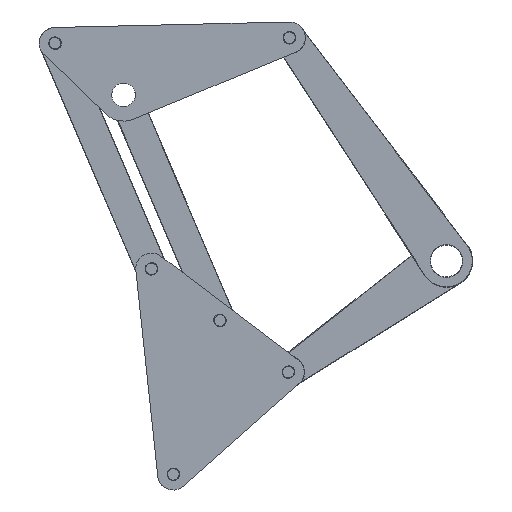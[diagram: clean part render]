
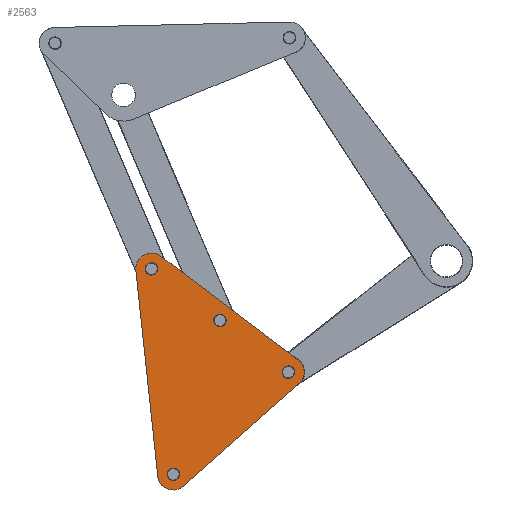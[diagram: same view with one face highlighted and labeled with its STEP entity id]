
A CAD part, front view. The second image highlights one B-rep face of the part: STEP entity #2563.
In plain terms, the highlighted planar face has unit normal (0, -1, 0).
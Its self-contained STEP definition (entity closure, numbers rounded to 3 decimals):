
#160=FACE_BOUND('',#494,.T.);
#161=FACE_BOUND('',#495,.T.);
#162=FACE_BOUND('',#496,.T.);
#163=FACE_BOUND('',#497,.T.);
#210=PLANE('',#2863);
#308=FACE_OUTER_BOUND('',#493,.T.);
#493=EDGE_LOOP('',(#1968,#1969,#1970,#1971,#1972,#1973));
#494=EDGE_LOOP('',(#1974));
#495=EDGE_LOOP('',(#1975));
#496=EDGE_LOOP('',(#1976));
#497=EDGE_LOOP('',(#1977));
#692=LINE('',#4198,#886);
#696=LINE('',#4210,#890);
#700=LINE('',#4221,#894);
#886=VECTOR('',#3344,10.);
#890=VECTOR('',#3356,10.);
#894=VECTOR('',#3368,10.);
#1067=CIRCLE('',#2840,3.);
#1069=CIRCLE('',#2843,3.);
#1071=CIRCLE('',#2846,3.);
#1073=CIRCLE('',#2849,3.);
#1074=CIRCLE('',#2851,7.5);
#1076=CIRCLE('',#2855,7.5);
#1078=CIRCLE('',#2859,7.5);
#1237=VERTEX_POINT('',#4166);
#1239=VERTEX_POINT('',#4172);
#1241=VERTEX_POINT('',#4178);
#1243=VERTEX_POINT('',#4184);
#1244=VERTEX_POINT('',#4188);
#1245=VERTEX_POINT('',#4189);
#1248=VERTEX_POINT('',#4197);
#1250=VERTEX_POINT('',#4203);
#1252=VERTEX_POINT('',#4209);
#1254=VERTEX_POINT('',#4215);
#1484=EDGE_CURVE('',#1237,#1237,#1067,.T.);
#1487=EDGE_CURVE('',#1239,#1239,#1069,.T.);
#1490=EDGE_CURVE('',#1241,#1241,#1071,.T.);
#1493=EDGE_CURVE('',#1243,#1243,#1073,.T.);
#1494=EDGE_CURVE('',#1244,#1245,#1074,.T.);
#1498=EDGE_CURVE('',#1248,#1244,#692,.T.);
#1501=EDGE_CURVE('',#1250,#1248,#1076,.T.);
#1504=EDGE_CURVE('',#1252,#1250,#696,.T.);
#1507=EDGE_CURVE('',#1254,#1252,#1078,.T.);
#1510=EDGE_CURVE('',#1245,#1254,#700,.T.);
#1968=ORIENTED_EDGE('',*,*,#1510,.F.);
#1969=ORIENTED_EDGE('',*,*,#1494,.F.);
#1970=ORIENTED_EDGE('',*,*,#1498,.F.);
#1971=ORIENTED_EDGE('',*,*,#1501,.F.);
#1972=ORIENTED_EDGE('',*,*,#1504,.F.);
#1973=ORIENTED_EDGE('',*,*,#1507,.F.);
#1974=ORIENTED_EDGE('',*,*,#1493,.F.);
#1975=ORIENTED_EDGE('',*,*,#1490,.F.);
#1976=ORIENTED_EDGE('',*,*,#1487,.F.);
#1977=ORIENTED_EDGE('',*,*,#1484,.F.);
#2563=ADVANCED_FACE('',(#308,#160,#161,#162,#163),#210,.T.);
#2840=AXIS2_PLACEMENT_3D('',#4168,#3311,#3312);
#2843=AXIS2_PLACEMENT_3D('',#4174,#3318,#3319);
#2846=AXIS2_PLACEMENT_3D('',#4180,#3325,#3326);
#2849=AXIS2_PLACEMENT_3D('',#4186,#3332,#3333);
#2851=AXIS2_PLACEMENT_3D('',#4190,#3336,#3337);
#2855=AXIS2_PLACEMENT_3D('',#4204,#3349,#3350);
#2859=AXIS2_PLACEMENT_3D('',#4216,#3361,#3362);
#2863=AXIS2_PLACEMENT_3D('',#4224,#3372,#3373);
#3311=DIRECTION('center_axis',(0.,-1.,0.));
#3312=DIRECTION('ref_axis',(1.,0.,0.));
#3318=DIRECTION('center_axis',(0.,-1.,0.));
#3319=DIRECTION('ref_axis',(1.,0.,0.));
#3325=DIRECTION('center_axis',(0.,-1.,0.));
#3326=DIRECTION('ref_axis',(1.,0.,0.));
#3332=DIRECTION('center_axis',(0.,-1.,0.));
#3333=DIRECTION('ref_axis',(1.,0.,0.));
#3336=DIRECTION('center_axis',(0.,1.,0.));
#3337=DIRECTION('ref_axis',(1.,0.,0.));
#3344=DIRECTION('',(-0.197,0.,-0.98));
#3349=DIRECTION('center_axis',(0.,1.,0.));
#3350=DIRECTION('ref_axis',(1.,0.,0.));
#3356=DIRECTION('',(1.,0.,0.));
#3361=DIRECTION('center_axis',(0.,1.,0.));
#3362=DIRECTION('ref_axis',(1.,0.,0.));
#3368=DIRECTION('',(-0.683,0.,0.73));
#3372=DIRECTION('center_axis',(0.,-1.,0.));
#3373=DIRECTION('ref_axis',(0.,0.,-1.));
#4166=CARTESIAN_POINT('',(23.411,-13.4,-71.93));
#4168=CARTESIAN_POINT('Origin',(26.411,-13.4,-71.93));
#4172=CARTESIAN_POINT('',(37.9,-13.4,0.));
#4174=CARTESIAN_POINT('Origin',(40.9,-13.4,0.));
#4178=CARTESIAN_POINT('',(-3.,-13.4,0.));
#4180=CARTESIAN_POINT('Origin',(0.,-13.4,0.));
#4184=CARTESIAN_POINT('',(-43.9,-13.4,0.));
#4186=CARTESIAN_POINT('Origin',(-40.9,-13.4,0.));
#4188=CARTESIAN_POINT('',(33.763,-13.4,-73.411));
#4189=CARTESIAN_POINT('',(20.935,-13.4,-77.055));
#4190=CARTESIAN_POINT('Origin',(26.411,-13.4,-71.93));
#4197=CARTESIAN_POINT('',(48.252,-13.4,-1.481));
#4198=CARTESIAN_POINT('',(36.729,-13.4,-58.686));
#4203=CARTESIAN_POINT('',(40.9,-13.4,7.5));
#4204=CARTESIAN_POINT('Origin',(40.9,-13.4,0.));
#4209=CARTESIAN_POINT('',(-40.9,-13.4,7.5));
#4210=CARTESIAN_POINT('',(20.45,-13.4,7.5));
#4215=CARTESIAN_POINT('',(-46.376,-13.4,-5.125));
#4216=CARTESIAN_POINT('Origin',(-40.9,-13.4,0.));
#4221=CARTESIAN_POINT('',(-27.857,-13.4,-24.914));
#4224=CARTESIAN_POINT('Origin',(0.,-13.4,-35.965));
